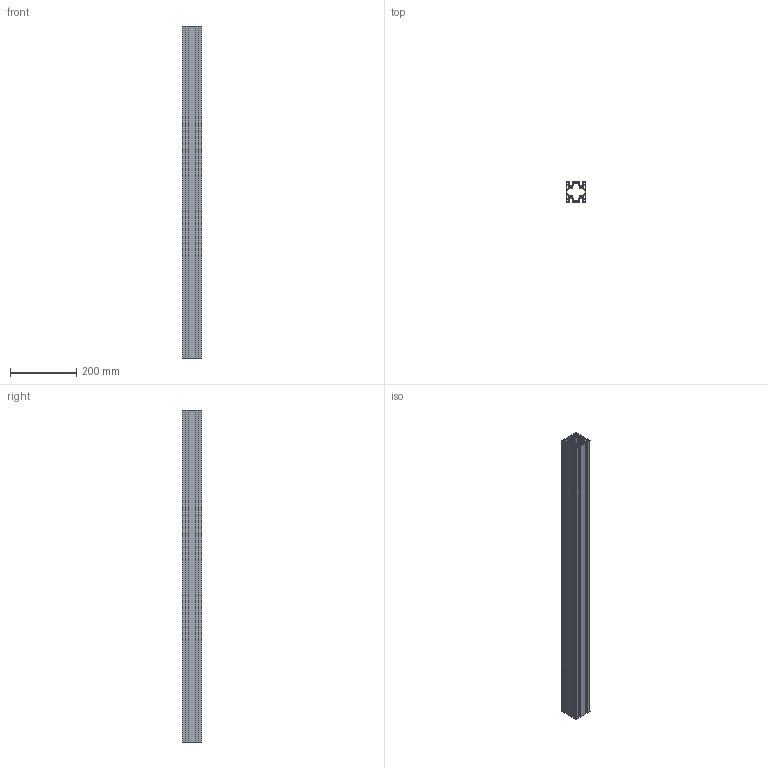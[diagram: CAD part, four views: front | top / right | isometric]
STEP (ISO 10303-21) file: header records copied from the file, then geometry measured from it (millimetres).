
FILE_DESCRIPTION (( 'STEP AP203' ), '1' );
FILE_NAME ('ALF-6060-6G.step', '2024-08-07T10:26:43', ( '' ), ( '' ), 'SwSTEP 2.0', 'SolidWorks 2022', '' );
FILE_SCHEMA (( 'CONFIG_CONTROL_DESIGN' ));
Length unit declared in the file: millimetre
Products named in the file (1): ALF-6060-6G
Bounding box: 60 x 60 x 1000 mm (x, y, z)
Volume: 1029453 mm3; surface area: 807285.4 mm2
Topology: 1 solids, 1 shells, 162 faces, 480 edges, 320 vertices
Faces by surface type: plane 130, cylinder 32
Entity records: 5481 total; most frequent: CARTESIAN_POINT 963, ORIENTED_EDGE 960, DIRECTION 870, EDGE_CURVE 480, LINE 416, VECTOR 416, VERTEX_POINT 320, AXIS2_PLACEMENT_3D 227
